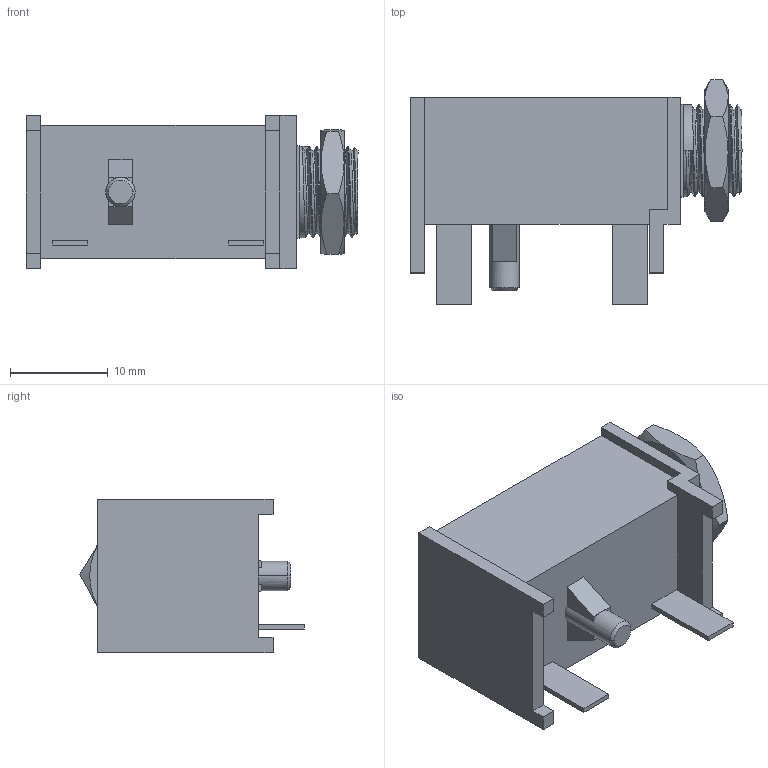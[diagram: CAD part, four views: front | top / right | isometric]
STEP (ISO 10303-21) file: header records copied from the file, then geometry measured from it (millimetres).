
FILE_DESCRIPTION (( 'STEP AP214' ), '1' );
FILE_NAME ('cjto jack audio mono 1_4 6_35 v1.STEP', '2021-10-19T06:33:53', ( '' ), ( '' ), 'SwSTEP 2.0', 'SolidWorks 2020', '' );
FILE_SCHEMA (( 'AUTOMOTIVE_DESIGN' ));
Length unit declared in the file: millimetre
Products named in the file (3): cjto jack audio mono 1_4   6_35 v1; jack audio mono; tuerca 3_8 32h UNF
Assembly tree (2 placements, depth 2):
  cjto jack audio mono 1_4   6_35 v1
    jack audio mono
    tuerca 3_8 32h UNF
Bounding box: 34 x 23 x 15.7 mm (x, y, z)
Volume: 4815.6 mm3; surface area: 3681 mm2
Topology: 4 solids, 4 shells, 107 faces, 279 edges, 184 vertices
Faces by surface type: plane 67, cylinder 22, cone 12, bspline 6
Entity records: 5399 total; most frequent: CARTESIAN_POINT 2630, ORIENTED_EDGE 558, DIRECTION 453, EDGE_CURVE 279, VERTEX_POINT 184, VECTOR 179, LINE 179, AXIS2_PLACEMENT_3D 137
